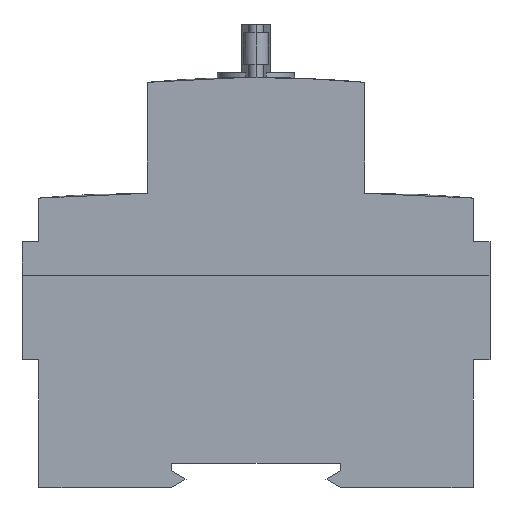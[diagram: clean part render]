
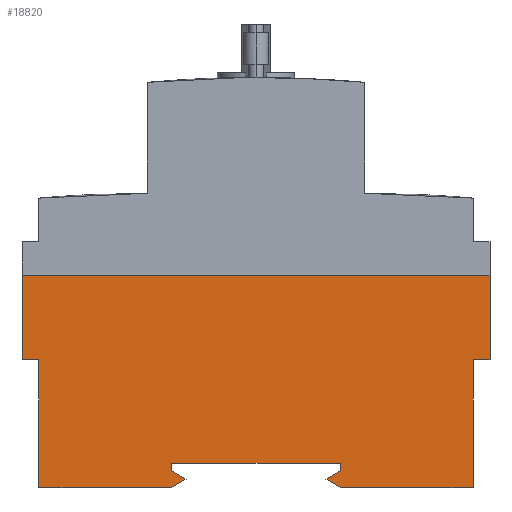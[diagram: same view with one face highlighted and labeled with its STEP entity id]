
A CAD part, left-side view. The second image highlights one B-rep face of the part: STEP entity #18820.
In plain terms, the highlighted planar face has unit normal (-1, 0, 0).
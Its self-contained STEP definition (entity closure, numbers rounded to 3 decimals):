
#108 = ORIENTED_EDGE ( 'NONE', *, *, #28793, .F. ) ;
#207 = ORIENTED_EDGE ( 'NONE', *, *, #15532, .F. ) ;
#554 = DIRECTION ( 'NONE',  ( 0., 0., -1. ) ) ;
#832 = EDGE_CURVE ( 'NONE', #28229, #27363, #3555, .T. ) ;
#949 = CARTESIAN_POINT ( 'NONE',  ( -36.743, 15.423, -46.25 ) ) ;
#1354 = B_SPLINE_CURVE_WITH_KNOTS ( 'NONE', 3,
 ( #22239, #6711, #11164, #26707 ),
 .UNSPECIFIED., .F., .F.,
 ( 4, 4 ),
 ( 0., 1. ),
 .UNSPECIFIED. ) ;
#1356 = LINE ( 'NONE', #16767, #13138 ) ;
#1420 = ORIENTED_EDGE ( 'NONE', *, *, #16490, .F. ) ;
#1548 = VECTOR ( 'NONE', #554, 1000. ) ;
#1795 = CARTESIAN_POINT ( 'NONE',  ( -36.743, 78.425, -4. ) ) ;
#2268 = ORIENTED_EDGE ( 'NONE', *, *, #26819, .F. ) ;
#3113 = CARTESIAN_POINT ( 'NONE',  ( -36.743, 78.425, -21.5 ) ) ;
#3179 = DIRECTION ( 'NONE',  ( 0., -0.864, 0.504 ) ) ;
#3460 = CARTESIAN_POINT ( 'NONE',  ( -36.743, -15.075, -21.5 ) ) ;
#3508 = DIRECTION ( 'NONE',  ( 0., 1., 0. ) ) ;
#3555 = LINE ( 'NONE', #21672, #26485 ) ;
#3825 = CARTESIAN_POINT ( 'NONE',  ( -36.743, -15.075, -21.5 ) ) ;
#3957 = VERTEX_POINT ( 'NONE', #25236 ) ;
#3962 = LINE ( 'NONE', #3460, #26165 ) ;
#4120 = LINE ( 'NONE', #13878, #21089 ) ;
#4486 = DIRECTION ( 'NONE',  ( -1., 0., 0. ) ) ;
#5671 = CARTESIAN_POINT ( 'NONE',  ( -36.743, -18.575, -9.833 ) ) ;
#5859 = VERTEX_POINT ( 'NONE', #7683 ) ;
#6560 = EDGE_CURVE ( 'NONE', #21004, #14892, #17966, .T. ) ;
#6711 = CARTESIAN_POINT ( 'NONE',  ( -36.743, 13.759, -4. ) ) ;
#6927 = CARTESIAN_POINT ( 'NONE',  ( -36.743, -15.075, -48. ) ) ;
#7251 = VECTOR ( 'NONE', #22436, 1000. ) ;
#7298 = ORIENTED_EDGE ( 'NONE', *, *, #20413, .F. ) ;
#7562 = CARTESIAN_POINT ( 'NONE',  ( -36.743, 12.425, -48. ) ) ;
#7683 = CARTESIAN_POINT ( 'NONE',  ( -36.743, 12.425, -44.5 ) ) ;
#7779 = VECTOR ( 'NONE', #16832, 1000. ) ;
#7912 = CARTESIAN_POINT ( 'NONE',  ( -36.743, -18.575, -15.667 ) ) ;
#8437 = CARTESIAN_POINT ( 'NONE',  ( -36.743, -15.075, -48. ) ) ;
#8544 = DIRECTION ( 'NONE',  ( 0., 0., 1. ) ) ;
#8862 = PLANE ( 'NONE',  #10742 ) ;
#9079 = ORIENTED_EDGE ( 'NONE', *, *, #10367, .T. ) ;
#10069 = VECTOR ( 'NONE', #25266, 1000. ) ;
#10367 = EDGE_CURVE ( 'NONE', #14600, #26699, #11707, .T. ) ;
#10527 = VERTEX_POINT ( 'NONE', #3113 ) ;
#10683 = CARTESIAN_POINT ( 'NONE',  ( -36.743, 78.425, -15.667 ) ) ;
#10742 = AXIS2_PLACEMENT_3D ( 'NONE', #17761, #4486, #20032 ) ;
#10751 = LINE ( 'NONE', #14200, #10069 ) ;
#10881 = EDGE_CURVE ( 'NONE', #17172, #11788, #18611, .T. ) ;
#11044 = LINE ( 'NONE', #949, #22163 ) ;
#11164 = CARTESIAN_POINT ( 'NONE',  ( -36.743, 46.092, -4. ) ) ;
#11173 = ORIENTED_EDGE ( 'NONE', *, *, #16307, .T. ) ;
#11314 = VECTOR ( 'NONE', #23272, 1000. ) ;
#11707 = LINE ( 'NONE', #19623, #22840 ) ;
#11788 = VERTEX_POINT ( 'NONE', #18162 ) ;
#11978 = VECTOR ( 'NONE', #24985, 1000. ) ;
#12328 = CARTESIAN_POINT ( 'NONE',  ( -36.743, -18.575, -21.5 ) ) ;
#12883 = CARTESIAN_POINT ( 'NONE',  ( -36.743, -18.575, -4. ) ) ;
#13060 = CARTESIAN_POINT ( 'NONE',  ( -36.743, 74.925, 12. ) ) ;
#13138 = VECTOR ( 'NONE', #3508, 1000. ) ;
#13193 = CARTESIAN_POINT ( 'NONE',  ( -36.743, 12.425, -43. ) ) ;
#13626 = LINE ( 'NONE', #13060, #19551 ) ;
#13848 = CARTESIAN_POINT ( 'NONE',  ( -36.743, 74.925, -21.5 ) ) ;
#13878 = CARTESIAN_POINT ( 'NONE',  ( -36.743, 12.425, -48. ) ) ;
#14200 = CARTESIAN_POINT ( 'NONE',  ( -36.743, 47.425, -48. ) ) ;
#14575 = EDGE_CURVE ( 'NONE', #10527, #19423, #3962, .T. ) ;
#14600 = VERTEX_POINT ( 'NONE', #25683 ) ;
#14618 = CARTESIAN_POINT ( 'NONE',  ( -36.743, -15.075, -21.5 ) ) ;
#14805 = CARTESIAN_POINT ( 'NONE',  ( -36.743, 44.428, -46.25 ) ) ;
#14808 = CARTESIAN_POINT ( 'NONE',  ( -36.743, 47.425, -43. ) ) ;
#14892 = VERTEX_POINT ( 'NONE', #12883 ) ;
#15045 = CARTESIAN_POINT ( 'NONE',  ( -36.743, 78.425, -9.833 ) ) ;
#15532 = EDGE_CURVE ( 'NONE', #28438, #28229, #10751, .T. ) ;
#15813 = ORIENTED_EDGE ( 'NONE', *, *, #18654, .T. ) ;
#15940 = ORIENTED_EDGE ( 'NONE', *, *, #18835, .T. ) ;
#16064 = CARTESIAN_POINT ( 'NONE',  ( -36.743, -15.075, 12. ) ) ;
#16101 = DIRECTION ( 'NONE',  ( 0., 0., -1. ) ) ;
#16307 = EDGE_CURVE ( 'NONE', #16719, #5859, #4120, .T. ) ;
#16337 = CARTESIAN_POINT ( 'NONE',  ( -36.743, 47.425, -48. ) ) ;
#16478 = CARTESIAN_POINT ( 'NONE',  ( -36.743, 44.428, -46.25 ) ) ;
#16490 = EDGE_CURVE ( 'NONE', #16719, #26699, #1356, .T. ) ;
#16691 = FACE_OUTER_BOUND ( 'NONE', #25749, .T. ) ;
#16719 = VERTEX_POINT ( 'NONE', #13193 ) ;
#16767 = CARTESIAN_POINT ( 'NONE',  ( -36.743, 47.425, -43. ) ) ;
#16832 = DIRECTION ( 'NONE',  ( 0., -1., 0. ) ) ;
#17172 = VERTEX_POINT ( 'NONE', #7562 ) ;
#17555 = ORIENTED_EDGE ( 'NONE', *, *, #22641, .F. ) ;
#17617 = DIRECTION ( 'NONE',  ( 0., 0., 1. ) ) ;
#17700 = EDGE_CURVE ( 'NONE', #23469, #21004, #19627, .T. ) ;
#17761 = CARTESIAN_POINT ( 'NONE',  ( -36.743, -15.075, -48. ) ) ;
#17939 = ORIENTED_EDGE ( 'NONE', *, *, #25252, .F. ) ;
#17966 = B_SPLINE_CURVE_WITH_KNOTS ( 'NONE', 3,
 ( #12328, #7912, #5671, #27924 ),
 .UNSPECIFIED., .F., .F.,
 ( 4, 4 ),
 ( 0., 1. ),
 .UNSPECIFIED. ) ;
#18162 = CARTESIAN_POINT ( 'NONE',  ( -36.743, 15.423, -46.25 ) ) ;
#18611 = LINE ( 'NONE', #22755, #11978 ) ;
#18654 = EDGE_CURVE ( 'NONE', #3957, #10527, #27144, .T. ) ;
#18820 = ADVANCED_FACE ( 'NONE', ( #16691 ), #8862, .T. ) ;
#18835 = EDGE_CURVE ( 'NONE', #14892, #3957, #1354, .T. ) ;
#19423 = VERTEX_POINT ( 'NONE', #13848 ) ;
#19551 = VECTOR ( 'NONE', #17617, 1000. ) ;
#19623 = CARTESIAN_POINT ( 'NONE',  ( -36.743, 47.425, -48. ) ) ;
#19627 = LINE ( 'NONE', #14618, #7779 ) ;
#19704 = ORIENTED_EDGE ( 'NONE', *, *, #17700, .T. ) ;
#20032 = DIRECTION ( 'NONE',  ( 0., 0., 1. ) ) ;
#20413 = EDGE_CURVE ( 'NONE', #27860, #17172, #24300, .T. ) ;
#21004 = VERTEX_POINT ( 'NONE', #24919 ) ;
#21089 = VECTOR ( 'NONE', #16101, 1000. ) ;
#21197 = DIRECTION ( 'NONE',  ( 0., -1., 0. ) ) ;
#21361 = ORIENTED_EDGE ( 'NONE', *, *, #14575, .T. ) ;
#21672 = CARTESIAN_POINT ( 'NONE',  ( -36.743, 74.925, -48. ) ) ;
#22163 = VECTOR ( 'NONE', #3179, 1000. ) ;
#22239 = CARTESIAN_POINT ( 'NONE',  ( -36.743, -18.575, -4. ) ) ;
#22436 = DIRECTION ( 'NONE',  ( 0., 1., 0. ) ) ;
#22641 = EDGE_CURVE ( 'NONE', #23469, #27860, #24448, .T. ) ;
#22755 = CARTESIAN_POINT ( 'NONE',  ( -36.743, 12.425, -48. ) ) ;
#22840 = VECTOR ( 'NONE', #8544, 1000. ) ;
#23272 = DIRECTION ( 'NONE',  ( 0., -0.864, -0.504 ) ) ;
#23469 = VERTEX_POINT ( 'NONE', #3825 ) ;
#23742 = ORIENTED_EDGE ( 'NONE', *, *, #832, .F. ) ;
#24300 = LINE ( 'NONE', #6927, #7251 ) ;
#24448 = LINE ( 'NONE', #16064, #1548 ) ;
#24919 = CARTESIAN_POINT ( 'NONE',  ( -36.743, -18.575, -21.5 ) ) ;
#24985 = DIRECTION ( 'NONE',  ( 0., 0.864, 0.504 ) ) ;
#25236 = CARTESIAN_POINT ( 'NONE',  ( -36.743, 78.425, -4. ) ) ;
#25252 = EDGE_CURVE ( 'NONE', #11788, #5859, #11044, .T. ) ;
#25266 = DIRECTION ( 'NONE',  ( 0., 0.864, -0.504 ) ) ;
#25683 = CARTESIAN_POINT ( 'NONE',  ( -36.743, 47.425, -44.5 ) ) ;
#25749 = EDGE_LOOP ( 'NONE', ( #23742, #207, #108, #9079, #1420, #11173, #17939, #28443, #7298, #17555, #19704, #27468, #15940, #15813, #21361, #2268 ) ) ;
#26132 = DIRECTION ( 'NONE',  ( 0., 1., 0. ) ) ;
#26165 = VECTOR ( 'NONE', #21197, 1000. ) ;
#26218 = CARTESIAN_POINT ( 'NONE',  ( -36.743, 78.425, -21.5 ) ) ;
#26485 = VECTOR ( 'NONE', #26132, 1000. ) ;
#26635 = CARTESIAN_POINT ( 'NONE',  ( -36.743, 74.925, -48. ) ) ;
#26699 = VERTEX_POINT ( 'NONE', #14808 ) ;
#26707 = CARTESIAN_POINT ( 'NONE',  ( -36.743, 78.425, -4. ) ) ;
#26819 = EDGE_CURVE ( 'NONE', #27363, #19423, #13626, .T. ) ;
#27144 = B_SPLINE_CURVE_WITH_KNOTS ( 'NONE', 3,
 ( #1795, #15045, #10683, #26218 ),
 .UNSPECIFIED., .F., .F.,
 ( 4, 4 ),
 ( 0., 1. ),
 .UNSPECIFIED. ) ;
#27363 = VERTEX_POINT ( 'NONE', #26635 ) ;
#27468 = ORIENTED_EDGE ( 'NONE', *, *, #6560, .T. ) ;
#27860 = VERTEX_POINT ( 'NONE', #8437 ) ;
#27924 = CARTESIAN_POINT ( 'NONE',  ( -36.743, -18.575, -4. ) ) ;
#28229 = VERTEX_POINT ( 'NONE', #16337 ) ;
#28365 = LINE ( 'NONE', #16478, #11314 ) ;
#28438 = VERTEX_POINT ( 'NONE', #14805 ) ;
#28443 = ORIENTED_EDGE ( 'NONE', *, *, #10881, .F. ) ;
#28793 = EDGE_CURVE ( 'NONE', #14600, #28438, #28365, .T. ) ;
